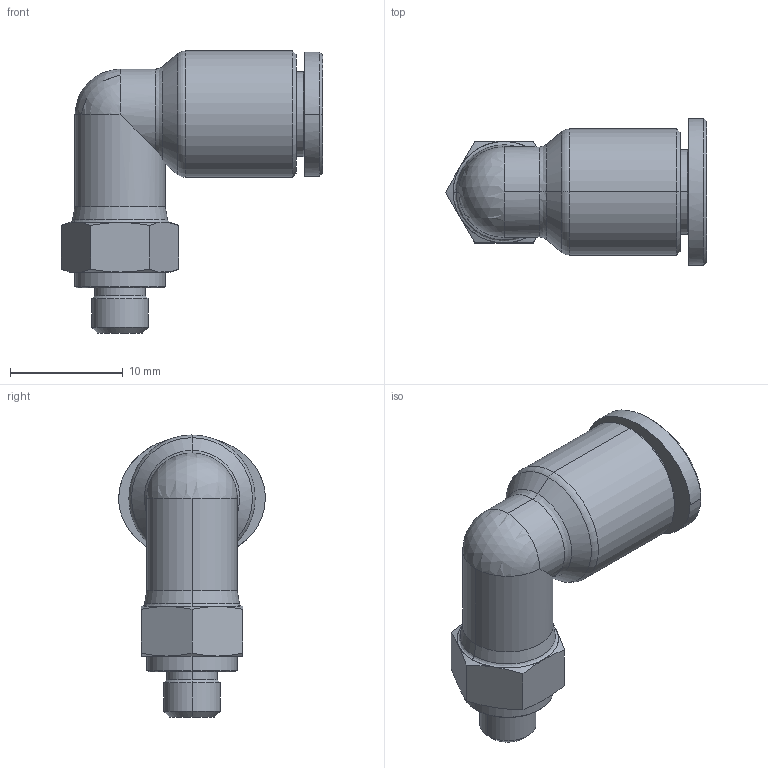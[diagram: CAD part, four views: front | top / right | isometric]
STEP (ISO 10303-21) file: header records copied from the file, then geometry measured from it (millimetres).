
FILE_DESCRIPTION (( 'STEP AP214' ), '1' );
FILE_NAME ('GPL 06M5(L)(3D).STEP', '2024-07-03T07:31:08', ( '' ), ( '' ), 'SwSTEP 2.0', 'SolidWorks 2024', '' );
FILE_SCHEMA (( 'AUTOMOTIVE_DESIGN' ));
Length unit declared in the file: millimetre
Products named in the file (3): ____1.stp; GPL 06M5(L)(3D); GPL 06M5(L)(3D).stp
Assembly tree (2 placements, depth 3):
  GPL 06M5(L)(3D)
    GPL 06M5(L)(3D).stp
      ____1.stp
Bounding box: 23.15 x 13 x 25 mm (x, y, z)
Volume: 1953 mm3; surface area: 1714.5 mm2
Topology: 1 solids, 1 shells, 283 faces, 737 edges, 471 vertices
Faces by surface type: plane 191, bspline 30, cone 30, cylinder 29, torus 2, sphere 1
Entity records: 9527 total; most frequent: CARTESIAN_POINT 2801, ORIENTED_EDGE 1470, DIRECTION 1268, EDGE_CURVE 735, LINE 546, VECTOR 546, VERTEX_POINT 471, AXIS2_PLACEMENT_3D 361
